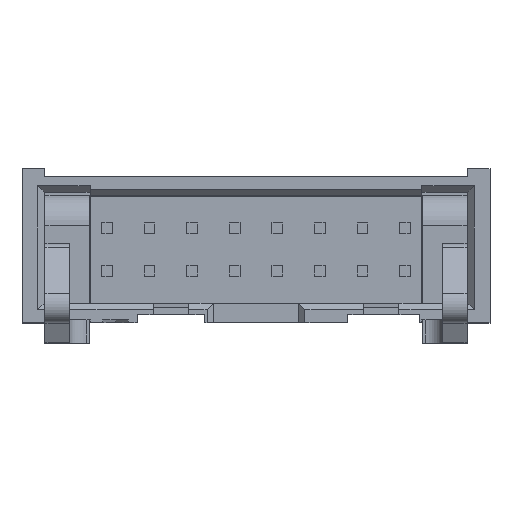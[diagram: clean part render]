
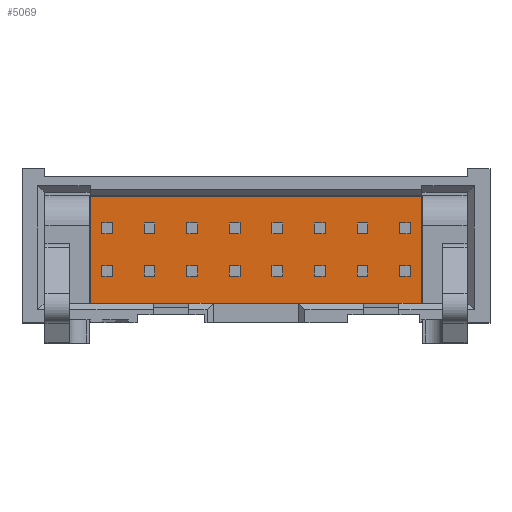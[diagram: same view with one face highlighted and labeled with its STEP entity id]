
A CAD part, top view. The second image highlights one B-rep face of the part: STEP entity #5069.
In plain terms, the highlighted planar face has unit normal (0, 0, 1).
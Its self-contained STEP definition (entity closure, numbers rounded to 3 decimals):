
#105=LINE('',#7364,#708);
#108=LINE('',#7372,#711);
#120=LINE('',#7397,#723);
#123=LINE('',#7405,#726);
#191=LINE('',#7540,#794);
#206=LINE('',#7569,#809);
#209=LINE('',#7574,#812);
#254=LINE('',#7662,#857);
#306=LINE('',#7762,#909);
#307=LINE('',#7764,#910);
#708=VECTOR('',#5881,1.88);
#711=VECTOR('',#5886,4.166);
#723=VECTOR('',#5900,1.765);
#726=VECTOR('',#5905,4.28);
#794=VECTOR('',#6013,6.401);
#809=VECTOR('',#6052,5.08);
#812=VECTOR('',#6057,1.321);
#857=VECTOR('',#6144,6.401);
#909=VECTOR('',#6238,19.812);
#910=VECTOR('',#6241,1.321);
#1391=PLANE('',#5425);
#1675=FACE_OUTER_BOUND('',#1991,.T.);
#1991=EDGE_LOOP('',(#4061,#4062,#4063,#4064,#4065,#4066,#4067,#4068,#4069,
#4070));
#2400=VERTEX_POINT('',#7361);
#2401=VERTEX_POINT('',#7363);
#2404=VERTEX_POINT('',#7369);
#2405=VERTEX_POINT('',#7371);
#2416=VERTEX_POINT('',#7394);
#2417=VERTEX_POINT('',#7396);
#2420=VERTEX_POINT('',#7402);
#2421=VERTEX_POINT('',#7404);
#2468=VERTEX_POINT('',#7539);
#2493=VERTEX_POINT('',#7660);
#2890=EDGE_CURVE('',#2401,#2400,#105,.T.);
#2894=EDGE_CURVE('',#2405,#2404,#108,.T.);
#2906=EDGE_CURVE('',#2417,#2416,#120,.T.);
#2910=EDGE_CURVE('',#2421,#2420,#123,.T.);
#2979=EDGE_CURVE('',#2468,#2405,#191,.T.);
#2994=EDGE_CURVE('',#2400,#2421,#206,.T.);
#2997=EDGE_CURVE('',#2420,#2417,#209,.T.);
#3043=EDGE_CURVE('',#2493,#2416,#254,.T.);
#3095=EDGE_CURVE('',#2493,#2468,#306,.T.);
#3096=EDGE_CURVE('',#2404,#2401,#307,.T.);
#4061=ORIENTED_EDGE('',*,*,#2979,.T.);
#4062=ORIENTED_EDGE('',*,*,#2894,.T.);
#4063=ORIENTED_EDGE('',*,*,#3096,.T.);
#4064=ORIENTED_EDGE('',*,*,#2890,.T.);
#4065=ORIENTED_EDGE('',*,*,#2994,.T.);
#4066=ORIENTED_EDGE('',*,*,#2910,.T.);
#4067=ORIENTED_EDGE('',*,*,#2997,.T.);
#4068=ORIENTED_EDGE('',*,*,#2906,.T.);
#4069=ORIENTED_EDGE('',*,*,#3043,.F.);
#4070=ORIENTED_EDGE('',*,*,#3095,.T.);
#5069=ADVANCED_FACE('',(#1675),#1391,.T.);
#5425=AXIS2_PLACEMENT_3D('',#7779,#6256,#6257);
#5881=DIRECTION('',(1.,0.,0.));
#5886=DIRECTION('',(1.,0.,0.));
#5900=DIRECTION('',(1.,0.,0.));
#5905=DIRECTION('',(1.,0.,0.));
#6013=DIRECTION('',(0.,-1.,0.));
#6052=DIRECTION('',(1.,0.,0.));
#6057=DIRECTION('',(1.,0.,0.));
#6144=DIRECTION('',(0.,-1.,0.));
#6238=DIRECTION('',(-1.,0.,0.));
#6241=DIRECTION('',(1.,0.,0.));
#6256=DIRECTION('center_axis',(0.,0.,1.));
#6257=DIRECTION('ref_axis',(1.,0.,0.));
#7361=CARTESIAN_POINT('',(-2.54,-3.2,4.013));
#7363=CARTESIAN_POINT('',(-4.42,-3.2,4.013));
#7364=CARTESIAN_POINT('',(-4.42,-3.2,4.013));
#7369=CARTESIAN_POINT('',(-5.74,-3.2,4.013));
#7371=CARTESIAN_POINT('',(-9.906,-3.2,4.013));
#7372=CARTESIAN_POINT('',(-9.906,-3.2,4.013));
#7394=CARTESIAN_POINT('',(9.906,-3.2,4.013));
#7396=CARTESIAN_POINT('',(8.141,-3.2,4.013));
#7397=CARTESIAN_POINT('',(8.141,-3.2,4.013));
#7402=CARTESIAN_POINT('',(6.82,-3.2,4.013));
#7404=CARTESIAN_POINT('',(2.54,-3.2,4.013));
#7405=CARTESIAN_POINT('',(2.54,-3.2,4.013));
#7539=CARTESIAN_POINT('',(-9.906,3.2,4.013));
#7540=CARTESIAN_POINT('',(-9.906,3.2,4.013));
#7569=CARTESIAN_POINT('',(-2.54,-3.2,4.013));
#7574=CARTESIAN_POINT('',(6.82,-3.2,4.013));
#7660=CARTESIAN_POINT('',(9.906,3.2,4.013));
#7662=CARTESIAN_POINT('',(9.906,3.2,4.013));
#7762=CARTESIAN_POINT('',(9.906,3.2,4.013));
#7764=CARTESIAN_POINT('',(-5.74,-3.2,4.013));
#7779=CARTESIAN_POINT('Origin',(10.897,3.52,4.013));
